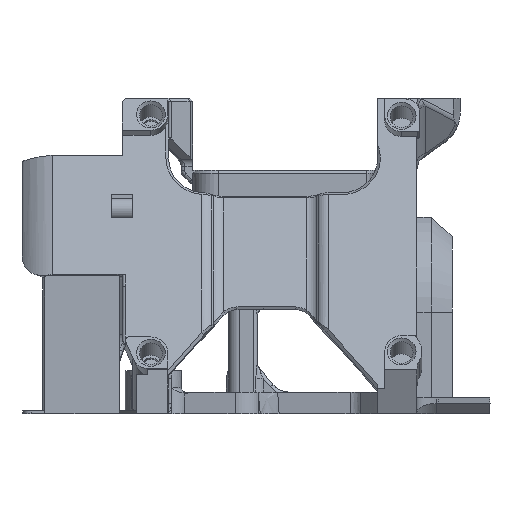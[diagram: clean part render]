
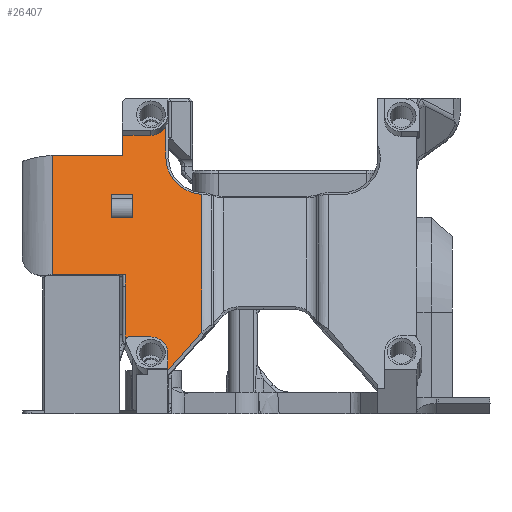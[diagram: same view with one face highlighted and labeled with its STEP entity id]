
A CAD part, left-side view. The second image highlights one B-rep face of the part: STEP entity #26407.
In plain terms, the highlighted planar face has unit normal (-0.94, 0, 0.342).
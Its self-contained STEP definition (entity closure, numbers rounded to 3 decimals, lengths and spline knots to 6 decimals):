
#1216=B_SPLINE_CURVE_WITH_KNOTS('',3,(#51212,#51213,#51214,#51215),
 .UNSPECIFIED.,.F.,.F.,(4,4),(0.,0.06),.UNSPECIFIED.);
#1217=B_SPLINE_CURVE_WITH_KNOTS('',3,(#51225,#51226,#51227,#51228),
 .UNSPECIFIED.,.F.,.F.,(4,4),(0.020289,0.022037),
 .UNSPECIFIED.);
#2789=CIRCLE('',#28482,0.0005);
#2790=CIRCLE('',#28483,0.00235);
#2791=CIRCLE('',#28484,0.0054);
#2792=CIRCLE('',#28485,0.00235);
#8008=ORIENTED_EDGE('',*,*,#14007,.F.);
#8009=ORIENTED_EDGE('',*,*,#14008,.T.);
#8010=ORIENTED_EDGE('',*,*,#14009,.T.);
#8011=ORIENTED_EDGE('',*,*,#14010,.T.);
#8012=ORIENTED_EDGE('',*,*,#14011,.T.);
#8013=ORIENTED_EDGE('',*,*,#14012,.F.);
#8014=ORIENTED_EDGE('',*,*,#14013,.T.);
#8015=ORIENTED_EDGE('',*,*,#14014,.F.);
#8016=ORIENTED_EDGE('',*,*,#14015,.F.);
#8017=ORIENTED_EDGE('',*,*,#14016,.T.);
#8018=ORIENTED_EDGE('',*,*,#14017,.T.);
#8019=ORIENTED_EDGE('',*,*,#14018,.T.);
#8020=ORIENTED_EDGE('',*,*,#14019,.T.);
#8021=ORIENTED_EDGE('',*,*,#14020,.F.);
#8022=ORIENTED_EDGE('',*,*,#14021,.F.);
#8023=ORIENTED_EDGE('',*,*,#14022,.F.);
#8024=ORIENTED_EDGE('',*,*,#14023,.F.);
#8025=ORIENTED_EDGE('',*,*,#14024,.F.);
#8026=ORIENTED_EDGE('',*,*,#14025,.F.);
#8027=ORIENTED_EDGE('',*,*,#14026,.F.);
#8028=ORIENTED_EDGE('',*,*,#14027,.T.);
#14007=EDGE_CURVE('',#17222,#17223,#19085,.T.);
#14008=EDGE_CURVE('',#17222,#17224,#19086,.T.);
#14009=EDGE_CURVE('',#17224,#17225,#19087,.T.);
#14010=EDGE_CURVE('',#17225,#17223,#19088,.T.);
#14011=EDGE_CURVE('',#17226,#17227,#19089,.F.);
#14012=EDGE_CURVE('',#17228,#17227,#2789,.F.);
#14013=EDGE_CURVE('',#17228,#17229,#19090,.T.);
#14014=EDGE_CURVE('',#17230,#17229,#2790,.T.);
#14015=EDGE_CURVE('',#17231,#17230,#19091,.T.);
#14016=EDGE_CURVE('',#17231,#17232,#19092,.T.);
#14017=EDGE_CURVE('',#17232,#17233,#19093,.T.);
#14018=EDGE_CURVE('',#17233,#17234,#2791,.T.);
#14019=EDGE_CURVE('',#17234,#17235,#19094,.T.);
#14020=EDGE_CURVE('',#17236,#17235,#2792,.T.);
#14021=EDGE_CURVE('',#17237,#17236,#19095,.T.);
#14022=EDGE_CURVE('',#17238,#17237,#1216,.F.);
#14023=EDGE_CURVE('',#17239,#17238,#19096,.T.);
#14024=EDGE_CURVE('',#17240,#17239,#19097,.T.);
#14025=EDGE_CURVE('',#17241,#17240,#19098,.T.);
#14026=EDGE_CURVE('',#17242,#17241,#19099,.T.);
#14027=EDGE_CURVE('',#17242,#17226,#1217,.T.);
#17222=VERTEX_POINT('',#51182);
#17223=VERTEX_POINT('',#51183);
#17224=VERTEX_POINT('',#51185);
#17225=VERTEX_POINT('',#51187);
#17226=VERTEX_POINT('',#51190);
#17227=VERTEX_POINT('',#51191);
#17228=VERTEX_POINT('',#51193);
#17229=VERTEX_POINT('',#51195);
#17230=VERTEX_POINT('',#51197);
#17231=VERTEX_POINT('',#51199);
#17232=VERTEX_POINT('',#51201);
#17233=VERTEX_POINT('',#51203);
#17234=VERTEX_POINT('',#51205);
#17235=VERTEX_POINT('',#51207);
#17236=VERTEX_POINT('',#51209);
#17237=VERTEX_POINT('',#51211);
#17238=VERTEX_POINT('',#51216);
#17239=VERTEX_POINT('',#51218);
#17240=VERTEX_POINT('',#51220);
#17241=VERTEX_POINT('',#51222);
#17242=VERTEX_POINT('',#51224);
#19085=LINE('',#51181,#20805);
#19086=LINE('',#51184,#20806);
#19087=LINE('',#51186,#20807);
#19088=LINE('',#51188,#20808);
#19089=LINE('',#51189,#20809);
#19090=LINE('',#51194,#20810);
#19091=LINE('',#51198,#20811);
#19092=LINE('',#51200,#20812);
#19093=LINE('',#51202,#20813);
#19094=LINE('',#51206,#20814);
#19095=LINE('',#51210,#20815);
#19096=LINE('',#51217,#20816);
#19097=LINE('',#51219,#20817);
#19098=LINE('',#51221,#20818);
#19099=LINE('',#51223,#20819);
#20805=VECTOR('',#33178,1.);
#20806=VECTOR('',#33179,1.);
#20807=VECTOR('',#33180,1.);
#20808=VECTOR('',#33181,1.);
#20809=VECTOR('',#33182,1.);
#20810=VECTOR('',#33185,1.);
#20811=VECTOR('',#33188,1.);
#20812=VECTOR('',#33189,1.);
#20813=VECTOR('',#33190,1.);
#20814=VECTOR('',#33193,1.);
#20815=VECTOR('',#33196,1.);
#20816=VECTOR('',#33197,1.);
#20817=VECTOR('',#33198,1.);
#20818=VECTOR('',#33199,1.);
#20819=VECTOR('',#33200,1.);
#22516=EDGE_LOOP('',(#8008,#8009,#8010,#8011));
#22517=EDGE_LOOP('',(#8012,#8013,#8014,#8015,#8016,#8017,#8018,#8019,#8020,
#8021,#8022,#8023,#8024,#8025,#8026,#8027,#8028));
#24222=FACE_BOUND('',#22516,.T.);
#24223=FACE_BOUND('',#22517,.T.);
#25286=PLANE('',#28481);
#26407=ADVANCED_FACE('',(#24222,#24223),#25286,.T.);
#28481=AXIS2_PLACEMENT_3D('',#51180,#33176,#33177);
#28482=AXIS2_PLACEMENT_3D('',#51192,#33183,#33184);
#28483=AXIS2_PLACEMENT_3D('',#51196,#33186,#33187);
#28484=AXIS2_PLACEMENT_3D('',#51204,#33191,#33192);
#28485=AXIS2_PLACEMENT_3D('',#51208,#33194,#33195);
#33176=DIRECTION('',(-0.94,0.,0.342));
#33177=DIRECTION('',(-0.342,0.,-0.94));
#33178=DIRECTION('',(0.342,0.,0.94));
#33179=DIRECTION('',(0.,1.,0.));
#33180=DIRECTION('',(0.342,0.,0.94));
#33181=DIRECTION('',(0.,-1.,0.));
#33182=DIRECTION('',(0.342,0.,0.94));
#33183=DIRECTION('',(0.94,0.,-0.342));
#33184=DIRECTION('',(0.342,0.,0.94));
#33185=DIRECTION('',(0.,-1.,0.));
#33186=DIRECTION('',(-0.94,0.,0.342));
#33187=DIRECTION('',(-0.342,0.,-0.94));
#33188=DIRECTION('',(0.342,0.,0.94));
#33189=DIRECTION('',(0.262,-0.643,0.72));
#33190=DIRECTION('',(0.342,0.,0.94));
#33191=DIRECTION('',(0.94,0.,-0.342));
#33192=DIRECTION('',(0.342,0.,0.94));
#33193=DIRECTION('',(0.342,0.,0.94));
#33194=DIRECTION('',(-0.94,0.,0.342));
#33195=DIRECTION('',(-0.342,0.,-0.94));
#33196=DIRECTION('',(0.,-1.,0.));
#33197=DIRECTION('',(0.342,0.,0.94));
#33198=DIRECTION('',(0.,-1.,0.));
#33199=DIRECTION('',(0.342,0.,0.94));
#33200=DIRECTION('',(0.,1.,0.));
#51180=CARTESIAN_POINT('',(-0.143233,0.143625,0.007513));
#51181=CARTESIAN_POINT('',(-0.143233,0.146125,0.007513));
#51182=CARTESIAN_POINT('',(-0.136025,0.146125,0.027318));
#51183=CARTESIAN_POINT('',(-0.134842,0.146125,0.03057));
#51184=CARTESIAN_POINT('',(-0.136025,0.149125,0.027318));
#51185=CARTESIAN_POINT('',(-0.136025,0.149125,0.027318));
#51186=CARTESIAN_POINT('',(-0.143233,0.149125,0.007513));
#51187=CARTESIAN_POINT('',(-0.134842,0.149125,0.03057));
#51188=CARTESIAN_POINT('',(-0.134842,0.146125,0.03057));
#51189=CARTESIAN_POINT('',(-0.143233,0.147174,0.007513));
#51190=CARTESIAN_POINT('',(-0.139495,0.147174,0.017785));
#51191=CARTESIAN_POINT('',(-0.142438,0.147174,0.009699));
#51192=CARTESIAN_POINT('',(-0.142498,0.146706,0.009534));
#51193=CARTESIAN_POINT('',(-0.142327,0.146706,0.010004));
#51194=CARTESIAN_POINT('',(-0.142327,0.143625,0.010004));
#51195=CARTESIAN_POINT('',(-0.142327,0.143625,0.010004));
#51196=CARTESIAN_POINT('',(-0.143131,0.143625,0.007795));
#51197=CARTESIAN_POINT('',(-0.143131,0.141275,0.007795));
#51198=CARTESIAN_POINT('',(-0.130237,0.141275,0.043222));
#51199=CARTESIAN_POINT('',(-0.143766,0.141275,0.006051));
#51200=CARTESIAN_POINT('',(-0.143849,0.14148,0.005822));
#51201=CARTESIAN_POINT('',(-0.141835,0.136539,0.011354));
#51202=CARTESIAN_POINT('',(-0.143233,0.136539,0.007513));
#51203=CARTESIAN_POINT('',(-0.134831,0.136539,0.0306));
#51204=CARTESIAN_POINT('',(-0.132989,0.136125,0.035659));
#51205=CARTESIAN_POINT('',(-0.132989,0.141525,0.035659));
#51206=CARTESIAN_POINT('',(-0.143233,0.141525,0.007513));
#51207=CARTESIAN_POINT('',(-0.131384,0.141525,0.040069));
#51208=CARTESIAN_POINT('',(-0.131023,0.143625,0.04106));
#51209=CARTESIAN_POINT('',(-0.131827,0.143625,0.038852));
#51210=CARTESIAN_POINT('',(-0.131827,0.143625,0.038852));
#51211=CARTESIAN_POINT('',(-0.131827,0.146125,0.038852));
#51212=CARTESIAN_POINT('',(-0.131827,0.146125,0.038852));
#51213=CARTESIAN_POINT('',(-0.131827,0.146625,0.038852));
#51214=CARTESIAN_POINT('',(-0.131827,0.147125,0.038852));
#51215=CARTESIAN_POINT('',(-0.131827,0.147625,0.038852));
#51216=CARTESIAN_POINT('',(-0.131827,0.147625,0.038852));
#51217=CARTESIAN_POINT('',(-0.143233,0.147625,0.007513));
#51218=CARTESIAN_POINT('',(-0.132846,0.147625,0.036052));
#51219=CARTESIAN_POINT('',(-0.132846,0.147125,0.036052));
#51220=CARTESIAN_POINT('',(-0.132846,0.157406,0.036052));
#51221=CARTESIAN_POINT('',(-0.138898,0.157406,0.019425));
#51222=CARTESIAN_POINT('',(-0.138898,0.157406,0.019425));
#51223=CARTESIAN_POINT('',(-0.138898,0.147125,0.019425));
#51224=CARTESIAN_POINT('',(-0.138898,0.147223,0.019425));
#51225=CARTESIAN_POINT('',(-0.138898,0.147223,0.019425));
#51226=CARTESIAN_POINT('',(-0.139097,0.147213,0.018878));
#51227=CARTESIAN_POINT('',(-0.139295,0.147174,0.018333));
#51228=CARTESIAN_POINT('',(-0.139495,0.147174,0.017785));
